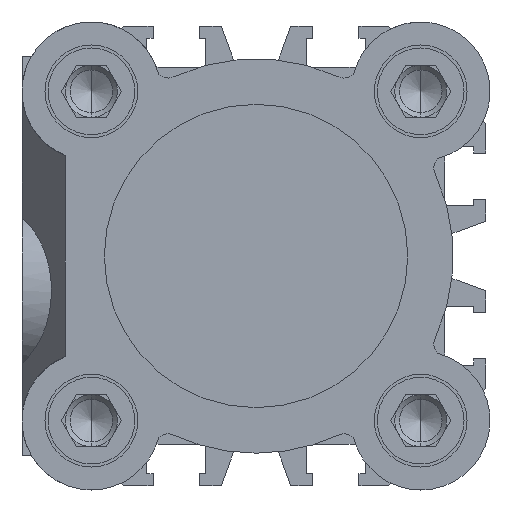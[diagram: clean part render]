
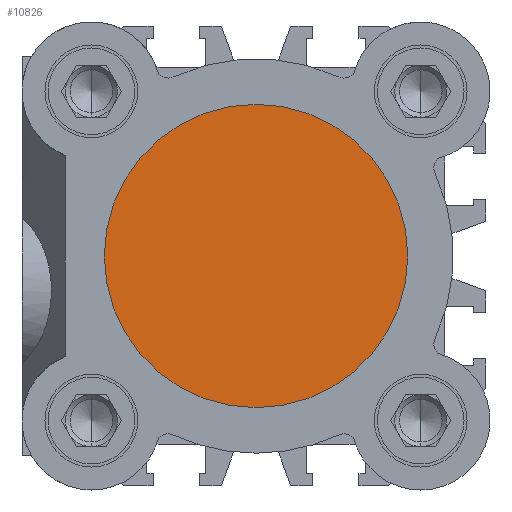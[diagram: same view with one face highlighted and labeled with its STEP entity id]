
A CAD part, left-side view. The second image highlights one B-rep face of the part: STEP entity #10826.
In plain terms, the highlighted face is planar.
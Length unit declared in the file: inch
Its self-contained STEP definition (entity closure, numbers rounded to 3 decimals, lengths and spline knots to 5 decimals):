
#601 = CARTESIAN_POINT ( 'NONE',  ( 0.15748, 0., 0. ) ) ;
#728 = DIRECTION ( 'NONE',  ( 0., 0., 1. ) ) ;
#752 = CIRCLE ( 'NONE', #8450, 0.68898 ) ;
#1108 = FACE_OUTER_BOUND ( 'NONE', #11393, .T. ) ;
#1109 = AXIS2_PLACEMENT_3D ( 'NONE', #12748, #6914, #728 ) ;
#1226 = EDGE_CURVE ( 'NONE', #10013, #12656, #5490, .T. ) ;
#1645 = DIRECTION ( 'NONE',  ( 0., 0., 1. ) ) ;
#1979 = ORIENTED_EDGE ( 'NONE', *, *, #1226, .F. ) ;
#2457 = AXIS2_PLACEMENT_3D ( 'NONE', #5327, #5364, #4810 ) ;
#4810 = DIRECTION ( 'NONE',  ( 0., 0., 1. ) ) ;
#5327 = CARTESIAN_POINT ( 'NONE',  ( 0.15748, 0., 0. ) ) ;
#5364 = DIRECTION ( 'NONE',  ( -1., 0., 0. ) ) ;
#5446 = EDGE_CURVE ( 'NONE', #12656, #10013, #752, .T. ) ;
#5490 = CIRCLE ( 'NONE', #2457, 0.68898 ) ;
#6479 = ORIENTED_EDGE ( 'NONE', *, *, #5446, .F. ) ;
#6914 = DIRECTION ( 'NONE',  ( -1., 0., 0. ) ) ;
#7776 = DIRECTION ( 'NONE',  ( -1., 0., 0. ) ) ;
#8450 = AXIS2_PLACEMENT_3D ( 'NONE', #601, #7776, #1645 ) ;
#9159 = CARTESIAN_POINT ( 'NONE',  ( 0.15748, 0., 0.68898 ) ) ;
#10013 = VERTEX_POINT ( 'NONE', #9159 ) ;
#10740 = PLANE ( 'NONE',  #1109 ) ;
#10826 = ADVANCED_FACE ( 'NONE', ( #1108 ), #10740, .F. ) ;
#10930 = CARTESIAN_POINT ( 'NONE',  ( 0.15748, 0., -0.68898 ) ) ;
#11393 = EDGE_LOOP ( 'NONE', ( #1979, #6479 ) ) ;
#12656 = VERTEX_POINT ( 'NONE', #10930 ) ;
#12748 = CARTESIAN_POINT ( 'NONE',  ( 0.15748, 0.68898, 0. ) ) ;
